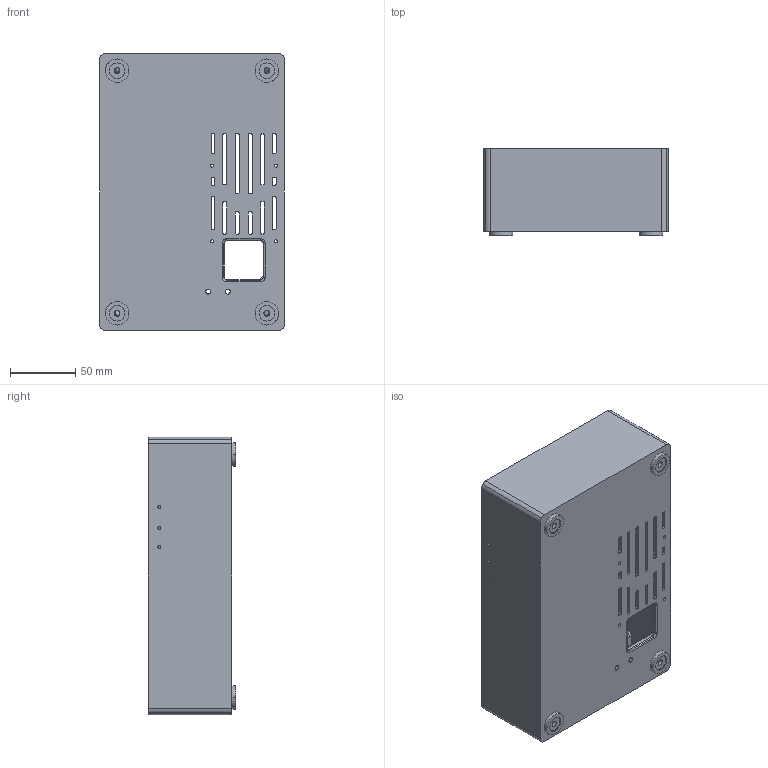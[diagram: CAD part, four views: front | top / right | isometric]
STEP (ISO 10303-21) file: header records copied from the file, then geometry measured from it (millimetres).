
FILE_DESCRIPTION(('STEP AP214'),'1');
FILE_NAME('Box.stp','2024-04-29T18:43:44',(' '),(' '),'Spatial InterOp 3D',' ',' ');
FILE_SCHEMA(('AUTOMOTIVE_DESIGN { 1 0 10303 214 1 1 1 1 }'));
Length unit declared in the file: metre
Products named in the file (1): Base
Bounding box: 142 x 67 x 213 mm (x, y, z)
Volume: 304147.6 mm3; surface area: 155965.1 mm2
Topology: 1 solids, 1 shells, 1114 faces, 2987 edges, 1867 vertices
Faces by surface type: cylinder 687, plane 217, torus 141, cone 36, bspline 27, sphere 6
Entity records: 53426 total; most frequent: CARTESIAN_POINT 24792, DIRECTION 6410, ORIENTED_EDGE 5926, EDGE_CURVE 2963, AXIS2_PLACEMENT_3D 2554, VERTEX_POINT 1867, CIRCLE 1426, LINE 1302
